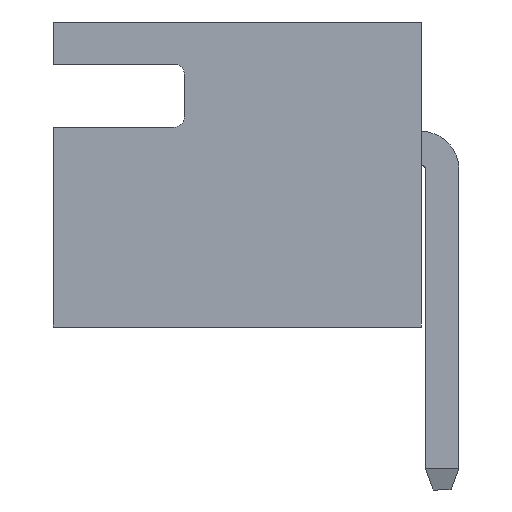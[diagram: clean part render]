
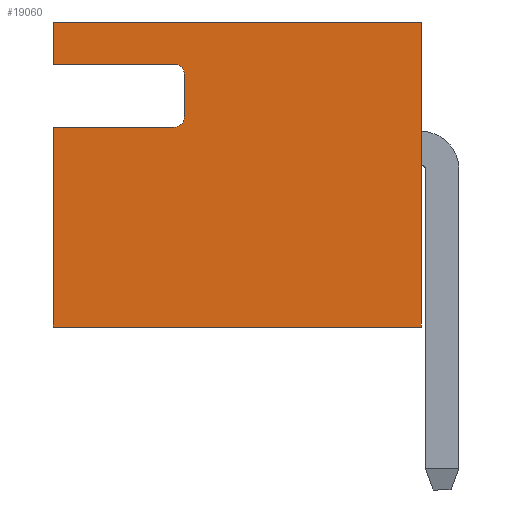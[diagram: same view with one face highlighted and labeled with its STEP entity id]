
A CAD part, left-side view. The second image highlights one B-rep face of the part: STEP entity #19060.
In plain terms, the highlighted planar face has unit normal (-1, 0, 0).
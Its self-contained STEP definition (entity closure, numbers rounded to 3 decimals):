
#362 = LINE ( 'NONE', #3412, #2357 ) ;
#479 = ORIENTED_EDGE ( 'NONE', *, *, #8131, .T. ) ;
#511 = VECTOR ( 'NONE', #1290, 1000. ) ;
#997 = ORIENTED_EDGE ( 'NONE', *, *, #5658, .F. ) ;
#1156 = LINE ( 'NONE', #18778, #17648 ) ;
#1193 = LINE ( 'NONE', #16177, #511 ) ;
#1290 = DIRECTION ( 'NONE',  ( 0., 0., 1. ) ) ;
#1336 = ORIENTED_EDGE ( 'NONE', *, *, #15967, .F. ) ;
#1344 = CARTESIAN_POINT ( 'NONE',  ( -7.5, 7., -2.9 ) ) ;
#1934 = CARTESIAN_POINT ( 'NONE',  ( -7.5, 4.5, 1.1 ) ) ;
#1953 = LINE ( 'NONE', #7911, #12178 ) ;
#2032 = CARTESIAN_POINT ( 'NONE',  ( -7.5, 4.7, 1.1 ) ) ;
#2072 = VERTEX_POINT ( 'NONE', #8812 ) ;
#2357 = VECTOR ( 'NONE', #16734, 1000. ) ;
#2631 = CARTESIAN_POINT ( 'NONE',  ( -7.5, 7., -2.9 ) ) ;
#3088 = EDGE_CURVE ( 'NONE', #9148, #15548, #362, .T. ) ;
#3326 = DIRECTION ( 'NONE',  ( 0., 1., 0. ) ) ;
#3404 = LINE ( 'NONE', #12367, #5679 ) ;
#3412 = CARTESIAN_POINT ( 'NONE',  ( -7.5, 7., -2.9 ) ) ;
#3475 = VECTOR ( 'NONE', #8545, 1000. ) ;
#3882 = VERTEX_POINT ( 'NONE', #1934 ) ;
#3931 = LINE ( 'NONE', #6538, #8290 ) ;
#4012 = ORIENTED_EDGE ( 'NONE', *, *, #5145, .F. ) ;
#4046 = DIRECTION ( 'NONE',  ( 0., 0., -1. ) ) ;
#4202 = EDGE_CURVE ( 'NONE', #11493, #2072, #1193, .T. ) ;
#4300 = PLANE ( 'NONE',  #6522 ) ;
#4447 = EDGE_CURVE ( 'NONE', #10624, #19390, #8885, .T. ) ;
#5145 = EDGE_CURVE ( 'NONE', #10624, #9148, #3931, .T. ) ;
#5304 = ORIENTED_EDGE ( 'NONE', *, *, #5453, .T. ) ;
#5335 = ORIENTED_EDGE ( 'NONE', *, *, #4202, .T. ) ;
#5453 = EDGE_CURVE ( 'NONE', #14261, #11493, #16030, .T. ) ;
#5658 = EDGE_CURVE ( 'NONE', #14261, #16890, #1953, .T. ) ;
#5679 = VECTOR ( 'NONE', #12562, 1000. ) ;
#5745 = CARTESIAN_POINT ( 'NONE',  ( -7.5, 4.7, 1.9 ) ) ;
#6522 = AXIS2_PLACEMENT_3D ( 'NONE', #1344, #7300, #13263 ) ;
#6538 = CARTESIAN_POINT ( 'NONE',  ( -7.5, 4.5, 2.1 ) ) ;
#6613 = EDGE_CURVE ( 'NONE', #3882, #10679, #18325, .T. ) ;
#6848 = CARTESIAN_POINT ( 'NONE',  ( -7.5, 4.5, 1.9 ) ) ;
#7023 = DIRECTION ( 'NONE',  ( 1., 0., 0. ) ) ;
#7200 = DIRECTION ( 'NONE',  ( 0., 1., 0. ) ) ;
#7211 = DIRECTION ( 'NONE',  ( 0., 1., 0. ) ) ;
#7300 = DIRECTION ( 'NONE',  ( 1., 0., 0. ) ) ;
#7486 = FACE_OUTER_BOUND ( 'NONE', #11592, .T. ) ;
#7911 = CARTESIAN_POINT ( 'NONE',  ( -7.5, 7., -2.9 ) ) ;
#7925 = DIRECTION ( 'NONE',  ( 0., 1., 0. ) ) ;
#8131 = EDGE_CURVE ( 'NONE', #19390, #3882, #17534, .T. ) ;
#8258 = ORIENTED_EDGE ( 'NONE', *, *, #3088, .F. ) ;
#8290 = VECTOR ( 'NONE', #7925, 1000. ) ;
#8368 = CARTESIAN_POINT ( 'NONE',  ( -7.5, 4.7, 2.1 ) ) ;
#8545 = DIRECTION ( 'NONE',  ( 0., -1., 0. ) ) ;
#8812 = CARTESIAN_POINT ( 'NONE',  ( -7.5, 0., 2.9 ) ) ;
#8885 = CIRCLE ( 'NONE', #11418, 0.2 ) ;
#9148 = VERTEX_POINT ( 'NONE', #10842 ) ;
#9656 = CARTESIAN_POINT ( 'NONE',  ( -7.5, 7., 0.9 ) ) ;
#10624 = VERTEX_POINT ( 'NONE', #8368 ) ;
#10679 = VERTEX_POINT ( 'NONE', #14565 ) ;
#10842 = CARTESIAN_POINT ( 'NONE',  ( -7.5, 7., 2.1 ) ) ;
#11020 = CARTESIAN_POINT ( 'NONE',  ( -7.5, 7., 2.9 ) ) ;
#11252 = CARTESIAN_POINT ( 'NONE',  ( -7.5, 7., -2.9 ) ) ;
#11418 = AXIS2_PLACEMENT_3D ( 'NONE', #5745, #7023, #7211 ) ;
#11493 = VERTEX_POINT ( 'NONE', #12583 ) ;
#11592 = EDGE_LOOP ( 'NONE', ( #4012, #17212, #479, #16665, #13014, #997, #5304, #5335, #1336, #8258 ) ) ;
#11595 = EDGE_CURVE ( 'NONE', #10679, #16890, #1156, .T. ) ;
#12178 = VECTOR ( 'NONE', #13877, 1000. ) ;
#12367 = CARTESIAN_POINT ( 'NONE',  ( -7.5, 7., 2.9 ) ) ;
#12562 = DIRECTION ( 'NONE',  ( 0., -1., 0. ) ) ;
#12583 = CARTESIAN_POINT ( 'NONE',  ( -7.5, 0., -2.9 ) ) ;
#13014 = ORIENTED_EDGE ( 'NONE', *, *, #11595, .T. ) ;
#13263 = DIRECTION ( 'NONE',  ( 0., 1., 0. ) ) ;
#13877 = DIRECTION ( 'NONE',  ( 0., 0., 1. ) ) ;
#14261 = VERTEX_POINT ( 'NONE', #11252 ) ;
#14565 = CARTESIAN_POINT ( 'NONE',  ( -7.5, 4.7, 0.9 ) ) ;
#15155 = CARTESIAN_POINT ( 'NONE',  ( -7.5, 4.5, 2.1 ) ) ;
#15548 = VERTEX_POINT ( 'NONE', #11020 ) ;
#15967 = EDGE_CURVE ( 'NONE', #15548, #2072, #3404, .T. ) ;
#16030 = LINE ( 'NONE', #2631, #3475 ) ;
#16177 = CARTESIAN_POINT ( 'NONE',  ( -7.5, 0., -2.9 ) ) ;
#16665 = ORIENTED_EDGE ( 'NONE', *, *, #6613, .T. ) ;
#16734 = DIRECTION ( 'NONE',  ( 0., 0., 1. ) ) ;
#16824 = DIRECTION ( 'NONE',  ( 1., 0., 0. ) ) ;
#16890 = VERTEX_POINT ( 'NONE', #9656 ) ;
#17212 = ORIENTED_EDGE ( 'NONE', *, *, #4447, .T. ) ;
#17353 = VECTOR ( 'NONE', #4046, 1000. ) ;
#17534 = LINE ( 'NONE', #15155, #17353 ) ;
#17648 = VECTOR ( 'NONE', #7200, 1000. ) ;
#17687 = AXIS2_PLACEMENT_3D ( 'NONE', #2032, #16824, #3326 ) ;
#18325 = CIRCLE ( 'NONE', #17687, 0.2 ) ;
#18778 = CARTESIAN_POINT ( 'NONE',  ( -7.5, 4.5, 0.9 ) ) ;
#19060 = ADVANCED_FACE ( 'NONE', ( #7486 ), #4300, .F. ) ;
#19390 = VERTEX_POINT ( 'NONE', #6848 ) ;
